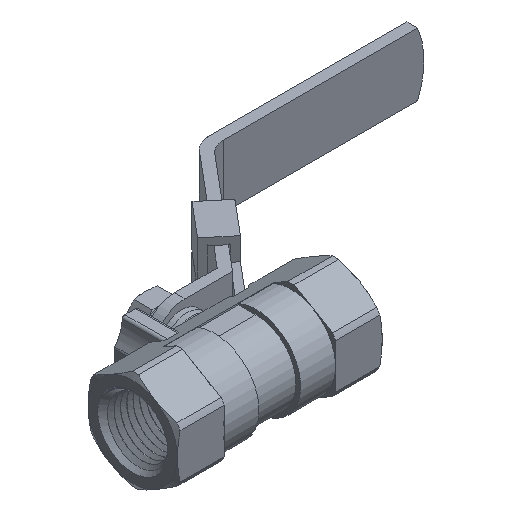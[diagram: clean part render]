
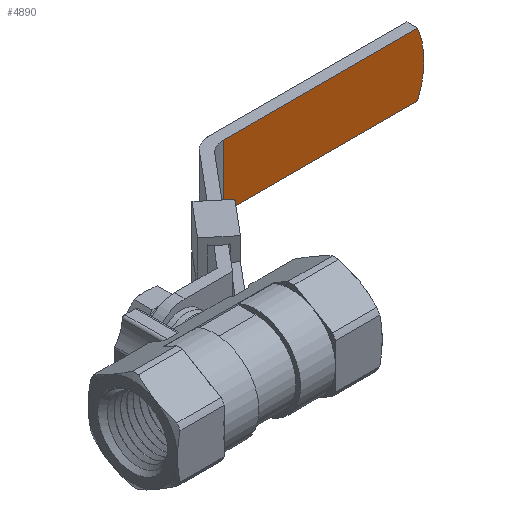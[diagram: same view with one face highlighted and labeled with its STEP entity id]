
A CAD part, isometric view. The second image highlights one B-rep face of the part: STEP entity #4890.
In plain terms, the highlighted planar face has unit normal (0, -1, 0).
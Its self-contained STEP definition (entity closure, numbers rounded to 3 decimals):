
#351=LINE('',#15798,#603);
#362=LINE('',#15823,#614);
#364=LINE('',#15826,#616);
#603=VECTOR('',#6181,1000.);
#614=VECTOR('',#6210,1000.);
#616=VECTOR('',#6214,1000.);
#2240=ORIENTED_EDGE('',*,*,#3164,.T.);
#2241=ORIENTED_EDGE('',*,*,#3107,.F.);
#2242=ORIENTED_EDGE('',*,*,#3162,.F.);
#2243=ORIENTED_EDGE('',*,*,#3147,.T.);
#3107=EDGE_CURVE('',#3722,#3723,#3963,.T.);
#3147=EDGE_CURVE('',#3757,#3756,#351,.T.);
#3162=EDGE_CURVE('',#3757,#3722,#362,.T.);
#3164=EDGE_CURVE('',#3756,#3723,#364,.T.);
#3722=VERTEX_POINT('',#15713);
#3723=VERTEX_POINT('',#15714);
#3756=VERTEX_POINT('',#15797);
#3757=VERTEX_POINT('',#15799);
#3963=CIRCLE('',#5291,15.);
#4244=EDGE_LOOP('',(#2240,#2241,#2242,#2243));
#4530=FACE_BOUND('',#4244,.T.);
#4674=PLANE('',#5329);
#4890=ADVANCED_FACE('',(#4530),#4674,.F.);
#5291=AXIS2_PLACEMENT_3D('',#15712,#6103,#6104);
#5329=AXIS2_PLACEMENT_3D('',#15829,#6218,#6219);
#6103=DIRECTION('',(0.,1.,0.));
#6104=DIRECTION('',(-1.,0.,0.));
#6181=DIRECTION('',(0.,0.,-1.));
#6210=DIRECTION('',(1.,0.,0.));
#6214=DIRECTION('',(1.,0.,0.));
#6218=DIRECTION('',(0.,1.,0.));
#6219=DIRECTION('',(-1.,0.,0.));
#15712=CARTESIAN_POINT('',(53.645,33.5,0.));
#15713=CARTESIAN_POINT('',(67.393,33.5,6.));
#15714=CARTESIAN_POINT('',(67.393,33.5,-6.));
#15797=CARTESIAN_POINT('',(30.435,33.5,-6.));
#15798=CARTESIAN_POINT('',(30.435,33.5,6.));
#15799=CARTESIAN_POINT('',(30.435,33.5,6.));
#15823=CARTESIAN_POINT('',(30.435,33.5,6.));
#15826=CARTESIAN_POINT('',(30.435,33.5,-6.));
#15829=CARTESIAN_POINT('',(30.435,33.5,6.));
